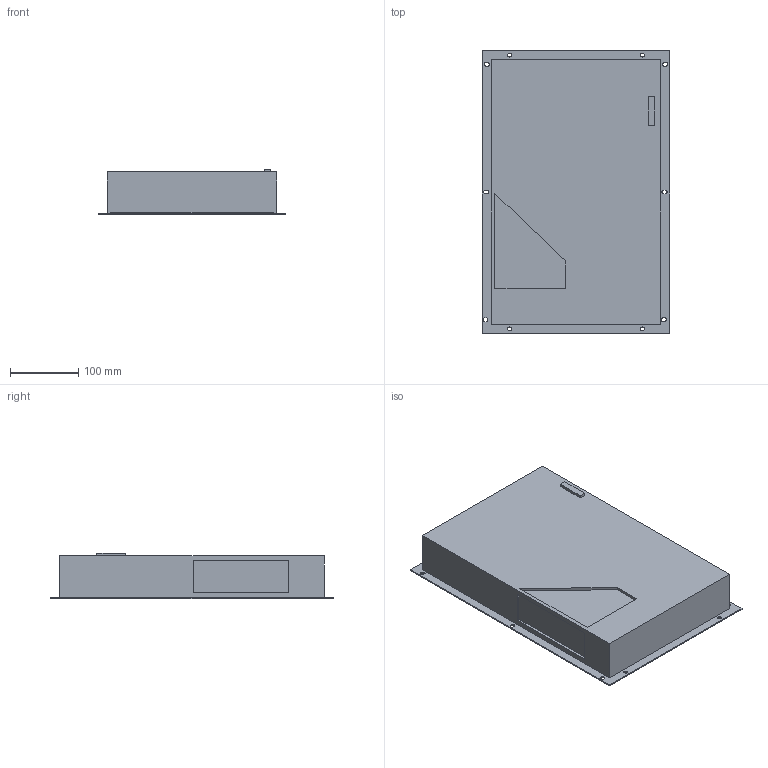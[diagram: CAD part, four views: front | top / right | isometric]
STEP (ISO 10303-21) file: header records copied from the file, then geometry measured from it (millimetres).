
FILE_DESCRIPTION (( 'STEP AP203' ), '1' );
FILE_NAME ('HEX010VA.STEP', '2016-02-26T12:14:44', ( '' ), ( '' ), 'SwSTEP 2.0', 'SolidWorks 2011', '' );
FILE_SCHEMA (( 'CONFIG_CONTROL_DESIGN' ));
Length unit declared in the file: millimetre
Products named in the file (1): HEX010VA
Bounding box: 275 x 414.6 x 67.3 mm (x, y, z)
Volume: 6023904.9 mm3; surface area: 317479.6 mm2
Topology: 1 solids, 1 shells, 92 faces, 246 edges, 164 vertices
Faces by surface type: plane 58, cylinder 34
Entity records: 2995 total; most frequent: CARTESIAN_POINT 503, DIRECTION 500, ORIENTED_EDGE 492, EDGE_CURVE 246, VECTOR 178, LINE 178, VERTEX_POINT 164, AXIS2_PLACEMENT_3D 161
